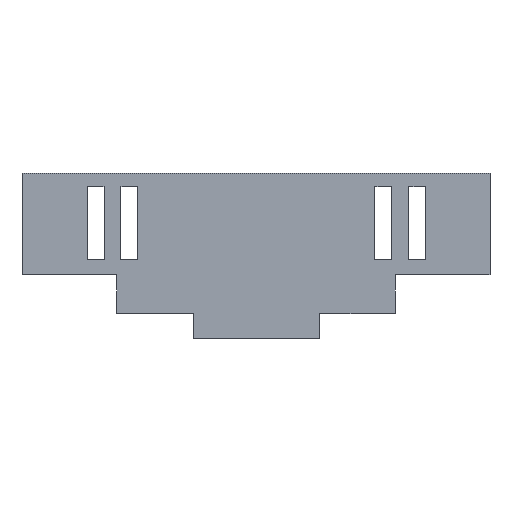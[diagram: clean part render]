
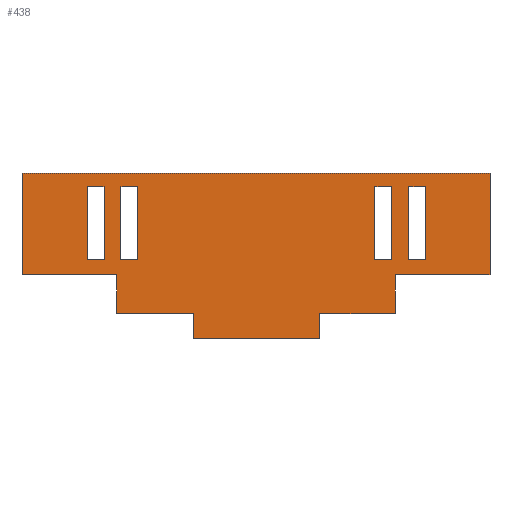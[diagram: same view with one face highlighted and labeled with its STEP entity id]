
A CAD part, front view. The second image highlights one B-rep face of the part: STEP entity #438.
In plain terms, the highlighted planar face has unit normal (0, -1, 0).
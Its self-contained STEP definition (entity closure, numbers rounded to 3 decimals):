
#199=CARTESIAN_POINT('',(0.,85.284,0.));
#200=DIRECTION('',(0.,1.,0.));
#201=DIRECTION('',(0.,0.,-1.));
#202=AXIS2_PLACEMENT_3D('',#199,#200,#201);
#203=PLANE('',#202);
#204=CARTESIAN_POINT('',(89.,85.284,3.77));
#205=VERTEX_POINT('',#204);
#206=CARTESIAN_POINT('',(89.,85.284,12.4));
#207=VERTEX_POINT('',#206);
#208=CARTESIAN_POINT('',(89.,85.284,3.77));
#209=DIRECTION('',(0.,0.,1.));
#210=VECTOR('',#209,8.63);
#211=LINE('',#208,#210);
#212=EDGE_CURVE('',#205,#207,#211,.T.);
#213=ORIENTED_EDGE('',*,*,#212,.T.);
#214=CARTESIAN_POINT('',(91.,85.284,12.4));
#215=VERTEX_POINT('',#214);
#216=CARTESIAN_POINT('',(89.,85.284,12.4));
#217=DIRECTION('',(1.,0.,-0.));
#218=VECTOR('',#217,2.);
#219=LINE('',#216,#218);
#220=EDGE_CURVE('',#207,#215,#219,.T.);
#221=ORIENTED_EDGE('',*,*,#220,.T.);
#222=CARTESIAN_POINT('',(91.,85.284,3.77));
#223=VERTEX_POINT('',#222);
#224=CARTESIAN_POINT('',(91.,85.284,12.4));
#225=DIRECTION('',(0.,0.,-1.));
#226=VECTOR('',#225,8.63);
#227=LINE('',#224,#226);
#228=EDGE_CURVE('',#215,#223,#227,.T.);
#229=ORIENTED_EDGE('',*,*,#228,.T.);
#230=CARTESIAN_POINT('',(91.,85.284,3.77));
#231=DIRECTION('',(-1.,0.,0.));
#232=VECTOR('',#231,2.);
#233=LINE('',#230,#232);
#234=EDGE_CURVE('',#223,#205,#233,.T.);
#235=ORIENTED_EDGE('',*,*,#234,.T.);
#236=EDGE_LOOP('',(#213,#221,#229,#235));
#237=FACE_BOUND('',#236,.T.);
#238=CARTESIAN_POINT('',(51.,85.284,12.4));
#239=VERTEX_POINT('',#238);
#240=CARTESIAN_POINT('',(51.,85.284,3.77));
#241=VERTEX_POINT('',#240);
#242=CARTESIAN_POINT('',(51.,85.284,12.4));
#243=DIRECTION('',(0.,0.,-1.));
#244=VECTOR('',#243,8.63);
#245=LINE('',#242,#244);
#246=EDGE_CURVE('',#239,#241,#245,.T.);
#247=ORIENTED_EDGE('',*,*,#246,.F.);
#248=CARTESIAN_POINT('',(53.,85.284,12.4));
#249=VERTEX_POINT('',#248);
#250=CARTESIAN_POINT('',(53.,85.284,12.4));
#251=DIRECTION('',(-1.,0.,0.));
#252=VECTOR('',#251,2.);
#253=LINE('',#250,#252);
#254=EDGE_CURVE('',#249,#239,#253,.T.);
#255=ORIENTED_EDGE('',*,*,#254,.F.);
#256=CARTESIAN_POINT('',(53.,85.284,3.77));
#257=VERTEX_POINT('',#256);
#258=CARTESIAN_POINT('',(53.,85.284,3.77));
#259=DIRECTION('',(0.,0.,1.));
#260=VECTOR('',#259,8.63);
#261=LINE('',#258,#260);
#262=EDGE_CURVE('',#257,#249,#261,.T.);
#263=ORIENTED_EDGE('',*,*,#262,.F.);
#264=CARTESIAN_POINT('',(51.,85.284,3.77));
#265=DIRECTION('',(1.,0.,-0.));
#266=VECTOR('',#265,2.);
#267=LINE('',#264,#266);
#268=EDGE_CURVE('',#241,#257,#267,.T.);
#269=ORIENTED_EDGE('',*,*,#268,.F.);
#270=EDGE_LOOP('',(#247,#255,#263,#269));
#271=FACE_BOUND('',#270,.T.);
#272=CARTESIAN_POINT('',(98.602,85.284,14.));
#273=VERTEX_POINT('',#272);
#274=CARTESIAN_POINT('',(43.305,85.284,14.));
#275=VERTEX_POINT('',#274);
#276=CARTESIAN_POINT('',(98.602,85.284,14.));
#277=DIRECTION('',(-1.,0.,0.));
#278=VECTOR('',#277,55.297);
#279=LINE('',#276,#278);
#280=EDGE_CURVE('',#273,#275,#279,.T.);
#281=ORIENTED_EDGE('',*,*,#280,.T.);
#282=CARTESIAN_POINT('',(43.305,85.284,2.));
#283=VERTEX_POINT('',#282);
#284=CARTESIAN_POINT('',(43.305,85.284,14.));
#285=DIRECTION('',(0.,0.,-1.));
#286=VECTOR('',#285,12.);
#287=LINE('',#284,#286);
#288=EDGE_CURVE('',#275,#283,#287,.T.);
#289=ORIENTED_EDGE('',*,*,#288,.T.);
#290=CARTESIAN_POINT('',(54.5,85.284,2.));
#291=VERTEX_POINT('',#290);
#292=CARTESIAN_POINT('',(43.305,85.284,2.));
#293=DIRECTION('',(1.,0.,-0.));
#294=VECTOR('',#293,11.195);
#295=LINE('',#292,#294);
#296=EDGE_CURVE('',#283,#291,#295,.T.);
#297=ORIENTED_EDGE('',*,*,#296,.T.);
#298=CARTESIAN_POINT('',(54.5,85.284,-2.6));
#299=VERTEX_POINT('',#298);
#300=CARTESIAN_POINT('',(54.5,85.284,2.));
#301=DIRECTION('',(0.,0.,-1.));
#302=VECTOR('',#301,4.6);
#303=LINE('',#300,#302);
#304=EDGE_CURVE('',#291,#299,#303,.T.);
#305=ORIENTED_EDGE('',*,*,#304,.T.);
#306=CARTESIAN_POINT('',(63.6,85.284,-2.6));
#307=VERTEX_POINT('',#306);
#308=CARTESIAN_POINT('',(54.5,85.284,-2.6));
#309=DIRECTION('',(1.,0.,-0.));
#310=VECTOR('',#309,9.1);
#311=LINE('',#308,#310);
#312=EDGE_CURVE('',#299,#307,#311,.T.);
#313=ORIENTED_EDGE('',*,*,#312,.T.);
#314=CARTESIAN_POINT('',(63.6,85.284,-5.6));
#315=VERTEX_POINT('',#314);
#316=CARTESIAN_POINT('',(63.6,85.284,-2.6));
#317=DIRECTION('',(0.,0.,-1.));
#318=VECTOR('',#317,3.);
#319=LINE('',#316,#318);
#320=EDGE_CURVE('',#307,#315,#319,.T.);
#321=ORIENTED_EDGE('',*,*,#320,.T.);
#322=CARTESIAN_POINT('',(78.5,85.284,-5.6));
#323=VERTEX_POINT('',#322);
#324=CARTESIAN_POINT('',(63.6,85.284,-5.6));
#325=DIRECTION('',(1.,0.,-0.));
#326=VECTOR('',#325,14.9);
#327=LINE('',#324,#326);
#328=EDGE_CURVE('',#315,#323,#327,.T.);
#329=ORIENTED_EDGE('',*,*,#328,.T.);
#330=CARTESIAN_POINT('',(78.5,85.284,-2.6));
#331=VERTEX_POINT('',#330);
#332=CARTESIAN_POINT('',(78.5,85.284,-5.6));
#333=DIRECTION('',(0.,0.,1.));
#334=VECTOR('',#333,3.);
#335=LINE('',#332,#334);
#336=EDGE_CURVE('',#323,#331,#335,.T.);
#337=ORIENTED_EDGE('',*,*,#336,.T.);
#338=CARTESIAN_POINT('',(87.4,85.284,-2.6));
#339=VERTEX_POINT('',#338);
#340=CARTESIAN_POINT('',(78.5,85.284,-2.6));
#341=DIRECTION('',(1.,0.,-0.));
#342=VECTOR('',#341,8.9);
#343=LINE('',#340,#342);
#344=EDGE_CURVE('',#331,#339,#343,.T.);
#345=ORIENTED_EDGE('',*,*,#344,.T.);
#346=CARTESIAN_POINT('',(87.4,85.284,2.));
#347=VERTEX_POINT('',#346);
#348=CARTESIAN_POINT('',(87.4,85.284,-2.6));
#349=DIRECTION('',(0.,0.,1.));
#350=VECTOR('',#349,4.6);
#351=LINE('',#348,#350);
#352=EDGE_CURVE('',#339,#347,#351,.T.);
#353=ORIENTED_EDGE('',*,*,#352,.T.);
#354=CARTESIAN_POINT('',(98.602,85.284,2.));
#355=VERTEX_POINT('',#354);
#356=CARTESIAN_POINT('',(87.4,85.284,2.));
#357=DIRECTION('',(1.,0.,-0.));
#358=VECTOR('',#357,11.202);
#359=LINE('',#356,#358);
#360=EDGE_CURVE('',#347,#355,#359,.T.);
#361=ORIENTED_EDGE('',*,*,#360,.T.);
#362=CARTESIAN_POINT('',(98.602,85.284,2.));
#363=DIRECTION('',(0.,0.,1.));
#364=VECTOR('',#363,12.);
#365=LINE('',#362,#364);
#366=EDGE_CURVE('',#355,#273,#365,.T.);
#367=ORIENTED_EDGE('',*,*,#366,.T.);
#368=EDGE_LOOP('',(#281,#289,#297,#305,#313,#321,#329,#337,#345,#353,#361,#367));
#369=FACE_BOUND('',#368,.T.);
#370=CARTESIAN_POINT('',(87.,85.284,3.77));
#371=VERTEX_POINT('',#370);
#372=CARTESIAN_POINT('',(85.,85.284,3.77));
#373=VERTEX_POINT('',#372);
#374=CARTESIAN_POINT('',(87.,85.284,3.77));
#375=DIRECTION('',(-1.,0.,0.));
#376=VECTOR('',#375,2.);
#377=LINE('',#374,#376);
#378=EDGE_CURVE('',#371,#373,#377,.T.);
#379=ORIENTED_EDGE('',*,*,#378,.T.);
#380=CARTESIAN_POINT('',(85.,85.284,12.4));
#381=VERTEX_POINT('',#380);
#382=CARTESIAN_POINT('',(85.,85.284,3.77));
#383=DIRECTION('',(0.,0.,1.));
#384=VECTOR('',#383,8.63);
#385=LINE('',#382,#384);
#386=EDGE_CURVE('',#373,#381,#385,.T.);
#387=ORIENTED_EDGE('',*,*,#386,.T.);
#388=CARTESIAN_POINT('',(87.,85.284,12.4));
#389=VERTEX_POINT('',#388);
#390=CARTESIAN_POINT('',(85.,85.284,12.4));
#391=DIRECTION('',(1.,0.,-0.));
#392=VECTOR('',#391,2.);
#393=LINE('',#390,#392);
#394=EDGE_CURVE('',#381,#389,#393,.T.);
#395=ORIENTED_EDGE('',*,*,#394,.T.);
#396=CARTESIAN_POINT('',(87.,85.284,12.4));
#397=DIRECTION('',(0.,0.,-1.));
#398=VECTOR('',#397,8.63);
#399=LINE('',#396,#398);
#400=EDGE_CURVE('',#389,#371,#399,.T.);
#401=ORIENTED_EDGE('',*,*,#400,.T.);
#402=EDGE_LOOP('',(#379,#387,#395,#401));
#403=FACE_BOUND('',#402,.T.);
#404=CARTESIAN_POINT('',(57.,85.284,3.77));
#405=VERTEX_POINT('',#404);
#406=CARTESIAN_POINT('',(57.,85.284,12.4));
#407=VERTEX_POINT('',#406);
#408=CARTESIAN_POINT('',(57.,85.284,3.77));
#409=DIRECTION('',(0.,0.,1.));
#410=VECTOR('',#409,8.63);
#411=LINE('',#408,#410);
#412=EDGE_CURVE('',#405,#407,#411,.T.);
#413=ORIENTED_EDGE('',*,*,#412,.F.);
#414=CARTESIAN_POINT('',(55.,85.284,3.77));
#415=VERTEX_POINT('',#414);
#416=CARTESIAN_POINT('',(55.,85.284,3.77));
#417=DIRECTION('',(1.,0.,-0.));
#418=VECTOR('',#417,2.);
#419=LINE('',#416,#418);
#420=EDGE_CURVE('',#415,#405,#419,.T.);
#421=ORIENTED_EDGE('',*,*,#420,.F.);
#422=CARTESIAN_POINT('',(55.,85.284,12.4));
#423=VERTEX_POINT('',#422);
#424=CARTESIAN_POINT('',(55.,85.284,12.4));
#425=DIRECTION('',(0.,0.,-1.));
#426=VECTOR('',#425,8.63);
#427=LINE('',#424,#426);
#428=EDGE_CURVE('',#423,#415,#427,.T.);
#429=ORIENTED_EDGE('',*,*,#428,.F.);
#430=CARTESIAN_POINT('',(57.,85.284,12.4));
#431=DIRECTION('',(-1.,0.,0.));
#432=VECTOR('',#431,2.);
#433=LINE('',#430,#432);
#434=EDGE_CURVE('',#407,#423,#433,.T.);
#435=ORIENTED_EDGE('',*,*,#434,.F.);
#436=EDGE_LOOP('',(#413,#421,#429,#435));
#437=FACE_BOUND('',#436,.T.);
#438=ADVANCED_FACE('',(#237,#271,#369,#403,#437),#203,.F.);
